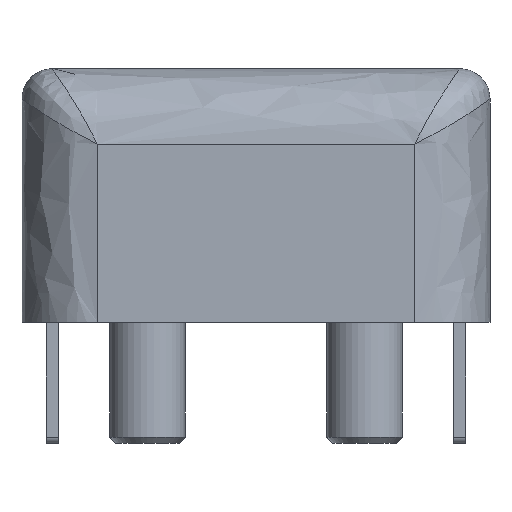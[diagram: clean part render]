
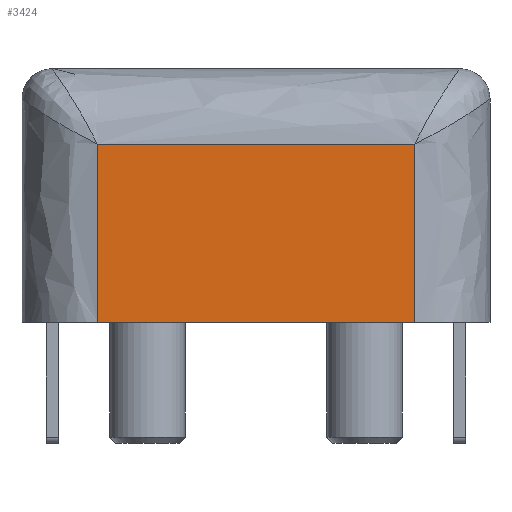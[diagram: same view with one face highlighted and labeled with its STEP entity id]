
A CAD part, front view. The second image highlights one B-rep face of the part: STEP entity #3424.
In plain terms, the highlighted planar face has unit normal (0, -1, 0).
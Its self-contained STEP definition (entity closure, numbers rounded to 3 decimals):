
#160 = CARTESIAN_POINT ( 'NONE',  ( -5.25, -8.6, 3.933 ) ) ;
#231 = CARTESIAN_POINT ( 'NONE',  ( -5.25, -8.6, 1.967 ) ) ;
#1168 = CARTESIAN_POINT ( 'NONE',  ( 5.25, -8.6, 5.9 ) ) ;
#1642 = EDGE_CURVE ( 'NONE', #3114, #9067, #3887, .T. ) ;
#2540 = CARTESIAN_POINT ( 'NONE',  ( -5.25, -8.6, 5.9 ) ) ;
#2677 = CARTESIAN_POINT ( 'NONE',  ( 5.25, -8.6, 1.967 ) ) ;
#3114 = VERTEX_POINT ( 'NONE', #5774 ) ;
#3272 = EDGE_CURVE ( 'NONE', #5358, #8352, #5588, .T. ) ;
#3424 = ADVANCED_FACE ( 'NONE', ( #9080 ), #6225, .F. ) ;
#3522 = ORIENTED_EDGE ( 'NONE', *, *, #10171, .T. ) ;
#3531 = CARTESIAN_POINT ( 'NONE',  ( 5.25, -8.6, 5.9 ) ) ;
#3559 = CARTESIAN_POINT ( 'NONE',  ( -7.75, -8.6, 0. ) ) ;
#3803 = CARTESIAN_POINT ( 'NONE',  ( -7.75, -8.6, 8.4 ) ) ;
#3887 = B_SPLINE_CURVE_WITH_KNOTS ( 'NONE', 3,
 ( #2540, #160, #231, #6553 ),
 .UNSPECIFIED., .F., .F.,
 ( 4, 4 ),
 ( 0., 1. ),
 .UNSPECIFIED. ) ;
#3910 = DIRECTION ( 'NONE',  ( 0., 0., 1. ) ) ;
#4424 = ORIENTED_EDGE ( 'NONE', *, *, #9818, .T. ) ;
#4852 = B_SPLINE_CURVE_WITH_KNOTS ( 'NONE', 3,
 ( #1168, #9260, #10069, #6037 ),
 .UNSPECIFIED., .F., .F.,
 ( 4, 4 ),
 ( 0., 1. ),
 .UNSPECIFIED. ) ;
#5358 = VERTEX_POINT ( 'NONE', #7473 ) ;
#5584 = ORIENTED_EDGE ( 'NONE', *, *, #3272, .T. ) ;
#5588 = B_SPLINE_CURVE_WITH_KNOTS ( 'NONE', 3,
 ( #7550, #2677, #9171, #3531 ),
 .UNSPECIFIED., .F., .F.,
 ( 4, 4 ),
 ( 0., 1. ),
 .UNSPECIFIED. ) ;
#5774 = CARTESIAN_POINT ( 'NONE',  ( -5.25, -8.6, 5.9 ) ) ;
#5783 = CARTESIAN_POINT ( 'NONE',  ( 5.25, -8.6, 5.9 ) ) ;
#5795 = VECTOR ( 'NONE', #8533, 1000. ) ;
#6037 = CARTESIAN_POINT ( 'NONE',  ( -5.25, -8.6, 5.9 ) ) ;
#6225 = PLANE ( 'NONE',  #8551 ) ;
#6505 = CARTESIAN_POINT ( 'NONE',  ( -5.25, -8.6, 0. ) ) ;
#6553 = CARTESIAN_POINT ( 'NONE',  ( -5.25, -8.6, 0. ) ) ;
#7473 = CARTESIAN_POINT ( 'NONE',  ( 5.25, -8.6, 0. ) ) ;
#7550 = CARTESIAN_POINT ( 'NONE',  ( 5.25, -8.6, 0. ) ) ;
#7886 = EDGE_LOOP ( 'NONE', ( #4424, #9428, #3522, #5584 ) ) ;
#7897 = DIRECTION ( 'NONE',  ( 0., 1., 0. ) ) ;
#8352 = VERTEX_POINT ( 'NONE', #5783 ) ;
#8533 = DIRECTION ( 'NONE',  ( 1., 0., 0. ) ) ;
#8551 = AXIS2_PLACEMENT_3D ( 'NONE', #3803, #7897, #3910 ) ;
#9067 = VERTEX_POINT ( 'NONE', #6505 ) ;
#9080 = FACE_OUTER_BOUND ( 'NONE', #7886, .T. ) ;
#9171 = CARTESIAN_POINT ( 'NONE',  ( 5.25, -8.6, 3.933 ) ) ;
#9260 = CARTESIAN_POINT ( 'NONE',  ( 1.75, -8.6, 5.9 ) ) ;
#9428 = ORIENTED_EDGE ( 'NONE', *, *, #1642, .T. ) ;
#9469 = LINE ( 'NONE', #3559, #5795 ) ;
#9818 = EDGE_CURVE ( 'NONE', #8352, #3114, #4852, .T. ) ;
#10069 = CARTESIAN_POINT ( 'NONE',  ( -1.75, -8.6, 5.9 ) ) ;
#10171 = EDGE_CURVE ( 'NONE', #9067, #5358, #9469, .T. ) ;
